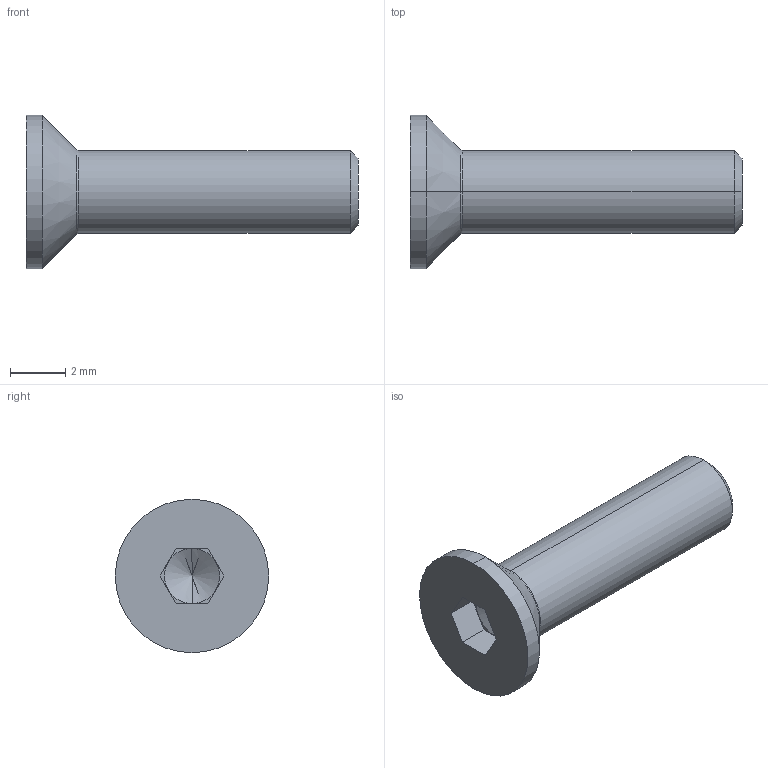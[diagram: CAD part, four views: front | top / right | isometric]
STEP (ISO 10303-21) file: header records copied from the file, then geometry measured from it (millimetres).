
FILE_DESCRIPTION (( 'STEP AP203' ), '1' );
FILE_NAME ('socket countersunk head screw_iso_ISO 10642 - M3 x 12 - 12N_sldprt.STEP', '2024-01-18T10:01:29', ( '' ), ( '' ), 'SwSTEP 2.0', 'SolidWorks 2020', '' );
FILE_SCHEMA (( 'CONFIG_CONTROL_DESIGN' ));
Length unit declared in the file: millimetre
Products named in the file (1): socket countersunk head screw_iso_ISO 10642 - M3 x 12 - 12N_sldprt
Bounding box: 12 x 5.54 x 5.54 mm (x, y, z)
Volume: 99.9 mm3; surface area: 167.5 mm2
Topology: 1 solids, 1 shells, 26 faces, 56 edges, 31 vertices
Faces by surface type: plane 14, cone 6, cylinder 4, torus 2
Entity records: 755 total; most frequent: DIRECTION 128, CARTESIAN_POINT 112, ORIENTED_EDGE 108, EDGE_CURVE 54, AXIS2_PLACEMENT_3D 47, VECTOR 34, LINE 34, VERTEX_POINT 31
